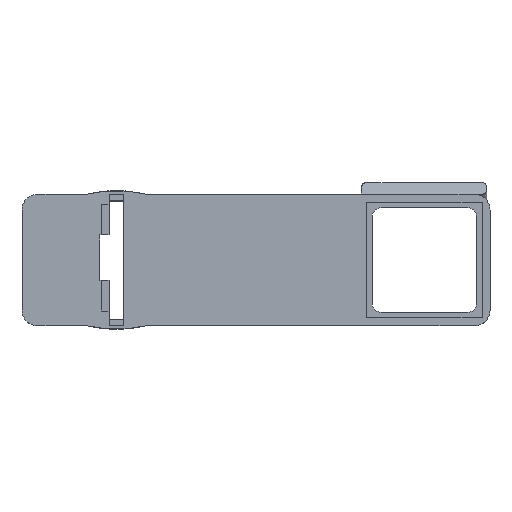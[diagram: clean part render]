
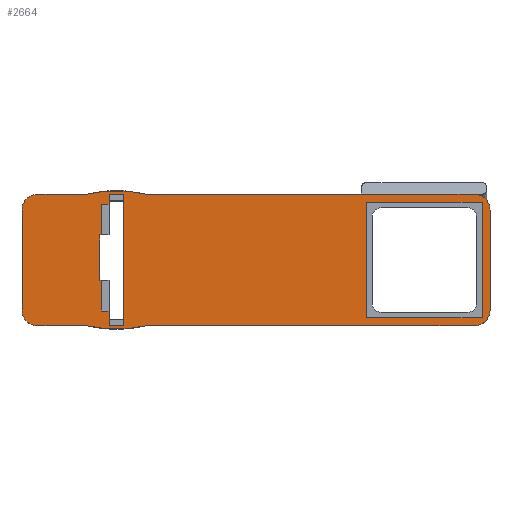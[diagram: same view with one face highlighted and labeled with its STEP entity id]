
A CAD part, top view. The second image highlights one B-rep face of the part: STEP entity #2664.
In plain terms, the highlighted planar face has unit normal (0, 0, 1).
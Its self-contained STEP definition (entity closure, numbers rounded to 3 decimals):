
#78=FACE_BOUND('',#339,.T.);
#79=FACE_BOUND('',#340,.T.);
#94=CIRCLE('',#2825,26.5);
#95=CIRCLE('',#2826,3.5);
#96=CIRCLE('',#2827,3.5);
#97=CIRCLE('',#2828,27.5);
#98=CIRCLE('',#2829,3.5);
#99=CIRCLE('',#2830,3.5);
#192=FACE_OUTER_BOUND('',#338,.T.);
#338=EDGE_LOOP('',(#1802,#1803,#1804,#1805,#1806,#1807,#1808,#1809,#1810,
#1811,#1812,#1813,#1814));
#339=EDGE_LOOP('',(#1815,#1816,#1817,#1818));
#340=EDGE_LOOP('',(#1819,#1820,#1821,#1822,#1823,#1824,#1825,#1826,#1827,
#1828,#1829,#1830));
#501=LINE('',#3859,#802);
#506=LINE('',#3868,#807);
#512=LINE('',#3881,#813);
#515=LINE('',#3887,#816);
#519=LINE('',#3893,#820);
#521=LINE('',#3898,#822);
#526=LINE('',#3911,#827);
#527=LINE('',#3915,#828);
#528=LINE('',#3919,#829);
#529=LINE('',#3923,#830);
#530=LINE('',#3927,#831);
#531=LINE('',#3931,#832);
#532=LINE('',#3932,#833);
#533=LINE('',#3935,#834);
#534=LINE('',#3937,#835);
#535=LINE('',#3939,#836);
#536=LINE('',#3940,#837);
#537=LINE('',#3942,#838);
#538=LINE('',#3943,#839);
#539=LINE('',#3945,#840);
#540=LINE('',#3947,#841);
#541=LINE('',#3948,#842);
#542=LINE('',#3949,#843);
#802=VECTOR('',#3072,10.);
#807=VECTOR('',#3079,10.);
#813=VECTOR('',#3087,10.);
#816=VECTOR('',#3092,10.);
#820=VECTOR('',#3098,10.);
#822=VECTOR('',#3102,10.);
#827=VECTOR('',#3111,10.);
#828=VECTOR('',#3114,10.);
#829=VECTOR('',#3117,10.);
#830=VECTOR('',#3120,10.);
#831=VECTOR('',#3123,10.);
#832=VECTOR('',#3126,10.);
#833=VECTOR('',#3127,10.);
#834=VECTOR('',#3128,10.);
#835=VECTOR('',#3129,10.);
#836=VECTOR('',#3130,10.);
#837=VECTOR('',#3131,10.);
#838=VECTOR('',#3132,10.);
#839=VECTOR('',#3133,10.);
#840=VECTOR('',#3134,10.);
#841=VECTOR('',#3135,10.);
#842=VECTOR('',#3136,10.);
#843=VECTOR('',#3137,10.);
#1102=VERTEX_POINT('',#3856);
#1103=VERTEX_POINT('',#3858);
#1106=VERTEX_POINT('',#3866);
#1111=VERTEX_POINT('',#3878);
#1112=VERTEX_POINT('',#3880);
#1113=VERTEX_POINT('',#3884);
#1114=VERTEX_POINT('',#3886);
#1116=VERTEX_POINT('',#3895);
#1117=VERTEX_POINT('',#3897);
#1121=VERTEX_POINT('',#3907);
#1122=VERTEX_POINT('',#3908);
#1123=VERTEX_POINT('',#3910);
#1124=VERTEX_POINT('',#3912);
#1125=VERTEX_POINT('',#3914);
#1126=VERTEX_POINT('',#3916);
#1127=VERTEX_POINT('',#3918);
#1128=VERTEX_POINT('',#3920);
#1129=VERTEX_POINT('',#3922);
#1130=VERTEX_POINT('',#3924);
#1131=VERTEX_POINT('',#3926);
#1132=VERTEX_POINT('',#3928);
#1133=VERTEX_POINT('',#3930);
#1134=VERTEX_POINT('',#3933);
#1135=VERTEX_POINT('',#3934);
#1136=VERTEX_POINT('',#3936);
#1137=VERTEX_POINT('',#3938);
#1138=VERTEX_POINT('',#3941);
#1139=VERTEX_POINT('',#3944);
#1140=VERTEX_POINT('',#3946);
#1365=EDGE_CURVE('',#1103,#1102,#501,.T.);
#1370=EDGE_CURVE('',#1102,#1106,#506,.T.);
#1376=EDGE_CURVE('',#1112,#1111,#512,.T.);
#1379=EDGE_CURVE('',#1114,#1113,#515,.T.);
#1383=EDGE_CURVE('',#1106,#1114,#519,.T.);
#1385=EDGE_CURVE('',#1117,#1116,#521,.T.);
#1390=EDGE_CURVE('',#1121,#1122,#94,.T.);
#1391=EDGE_CURVE('',#1121,#1123,#526,.T.);
#1392=EDGE_CURVE('',#1123,#1124,#95,.T.);
#1393=EDGE_CURVE('',#1124,#1125,#527,.T.);
#1394=EDGE_CURVE('',#1125,#1126,#96,.T.);
#1395=EDGE_CURVE('',#1126,#1127,#528,.T.);
#1396=EDGE_CURVE('',#1128,#1127,#97,.T.);
#1397=EDGE_CURVE('',#1128,#1129,#529,.T.);
#1398=EDGE_CURVE('',#1129,#1130,#98,.T.);
#1399=EDGE_CURVE('',#1130,#1131,#530,.T.);
#1400=EDGE_CURVE('',#1131,#1132,#99,.T.);
#1401=EDGE_CURVE('',#1132,#1133,#531,.T.);
#1402=EDGE_CURVE('',#1133,#1122,#532,.T.);
#1403=EDGE_CURVE('',#1134,#1135,#533,.T.);
#1404=EDGE_CURVE('',#1135,#1136,#534,.T.);
#1405=EDGE_CURVE('',#1136,#1137,#535,.T.);
#1406=EDGE_CURVE('',#1137,#1134,#536,.T.);
#1407=EDGE_CURVE('',#1113,#1138,#537,.T.);
#1408=EDGE_CURVE('',#1138,#1112,#538,.T.);
#1409=EDGE_CURVE('',#1111,#1139,#539,.T.);
#1410=EDGE_CURVE('',#1139,#1140,#540,.T.);
#1411=EDGE_CURVE('',#1117,#1140,#541,.T.);
#1412=EDGE_CURVE('',#1116,#1103,#542,.T.);
#1802=ORIENTED_EDGE('',*,*,#1390,.F.);
#1803=ORIENTED_EDGE('',*,*,#1391,.T.);
#1804=ORIENTED_EDGE('',*,*,#1392,.T.);
#1805=ORIENTED_EDGE('',*,*,#1393,.T.);
#1806=ORIENTED_EDGE('',*,*,#1394,.T.);
#1807=ORIENTED_EDGE('',*,*,#1395,.T.);
#1808=ORIENTED_EDGE('',*,*,#1396,.F.);
#1809=ORIENTED_EDGE('',*,*,#1397,.T.);
#1810=ORIENTED_EDGE('',*,*,#1398,.T.);
#1811=ORIENTED_EDGE('',*,*,#1399,.T.);
#1812=ORIENTED_EDGE('',*,*,#1400,.T.);
#1813=ORIENTED_EDGE('',*,*,#1401,.T.);
#1814=ORIENTED_EDGE('',*,*,#1402,.T.);
#1815=ORIENTED_EDGE('',*,*,#1403,.T.);
#1816=ORIENTED_EDGE('',*,*,#1404,.T.);
#1817=ORIENTED_EDGE('',*,*,#1405,.T.);
#1818=ORIENTED_EDGE('',*,*,#1406,.T.);
#1819=ORIENTED_EDGE('',*,*,#1370,.T.);
#1820=ORIENTED_EDGE('',*,*,#1383,.T.);
#1821=ORIENTED_EDGE('',*,*,#1379,.T.);
#1822=ORIENTED_EDGE('',*,*,#1407,.T.);
#1823=ORIENTED_EDGE('',*,*,#1408,.T.);
#1824=ORIENTED_EDGE('',*,*,#1376,.T.);
#1825=ORIENTED_EDGE('',*,*,#1409,.T.);
#1826=ORIENTED_EDGE('',*,*,#1410,.T.);
#1827=ORIENTED_EDGE('',*,*,#1411,.F.);
#1828=ORIENTED_EDGE('',*,*,#1385,.T.);
#1829=ORIENTED_EDGE('',*,*,#1412,.T.);
#1830=ORIENTED_EDGE('',*,*,#1365,.T.);
#2570=PLANE('',#2824);
#2664=ADVANCED_FACE('',(#192,#78,#79),#2570,.T.);
#2824=AXIS2_PLACEMENT_3D('',#3906,#3107,#3108);
#2825=AXIS2_PLACEMENT_3D('',#3909,#3109,#3110);
#2826=AXIS2_PLACEMENT_3D('',#3913,#3112,#3113);
#2827=AXIS2_PLACEMENT_3D('',#3917,#3115,#3116);
#2828=AXIS2_PLACEMENT_3D('',#3921,#3118,#3119);
#2829=AXIS2_PLACEMENT_3D('',#3925,#3121,#3122);
#2830=AXIS2_PLACEMENT_3D('',#3929,#3124,#3125);
#3072=DIRECTION('',(0.,1.,0.));
#3079=DIRECTION('',(-1.,0.,0.));
#3087=DIRECTION('',(0.,1.,0.));
#3092=DIRECTION('',(1.,0.,0.));
#3098=DIRECTION('',(0.,1.,0.));
#3102=DIRECTION('',(0.,1.,0.));
#3107=DIRECTION('center_axis',(0.,0.,1.));
#3108=DIRECTION('ref_axis',(-1.,0.,0.));
#3109=DIRECTION('center_axis',(0.,0.,-1.));
#3110=DIRECTION('ref_axis',(-0.239,0.971,0.));
#3111=DIRECTION('',(-1.,0.,0.));
#3112=DIRECTION('center_axis',(0.,0.,1.));
#3113=DIRECTION('ref_axis',(0.,1.,0.));
#3114=DIRECTION('',(0.,-1.,0.));
#3115=DIRECTION('center_axis',(0.,0.,1.));
#3116=DIRECTION('ref_axis',(-1.,0.,0.));
#3117=DIRECTION('',(1.,0.,0.));
#3118=DIRECTION('center_axis',(0.,0.,-1.));
#3119=DIRECTION('ref_axis',(0.231,-0.973,0.));
#3120=DIRECTION('',(1.,0.,0.));
#3121=DIRECTION('center_axis',(0.,0.,1.));
#3122=DIRECTION('ref_axis',(0.,-1.,0.));
#3123=DIRECTION('',(0.,1.,0.));
#3124=DIRECTION('center_axis',(0.,0.,1.));
#3125=DIRECTION('ref_axis',(1.,0.,0.));
#3126=DIRECTION('',(-1.,0.,0.));
#3127=DIRECTION('',(-1.,0.,0.));
#3128=DIRECTION('',(1.,0.,0.));
#3129=DIRECTION('',(0.,-1.,0.));
#3130=DIRECTION('',(-1.,0.,0.));
#3131=DIRECTION('',(0.,1.,0.));
#3132=DIRECTION('',(0.,1.,0.));
#3133=DIRECTION('',(1.,0.,0.));
#3134=DIRECTION('',(1.,0.,0.));
#3135=DIRECTION('',(0.,-1.,0.));
#3136=DIRECTION('',(1.,0.,0.));
#3137=DIRECTION('',(-1.,0.,0.));
#3856=CARTESIAN_POINT('',(15.916,8.514,6.));
#3858=CARTESIAN_POINT('',(15.916,1.77,6.));
#3859=CARTESIAN_POINT('',(15.916,19.129,6.));
#3866=CARTESIAN_POINT('',(15.655,8.514,6.));
#3868=CARTESIAN_POINT('',(33.827,8.514,6.));
#3878=CARTESIAN_POINT('',(17.655,27.5,6.));
#3880=CARTESIAN_POINT('',(17.655,25.258,6.));
#3881=CARTESIAN_POINT('',(17.655,5.75,6.));
#3884=CARTESIAN_POINT('',(15.916,18.514,6.));
#3886=CARTESIAN_POINT('',(15.655,18.514,6.));
#3887=CARTESIAN_POINT('',(32.827,18.514,6.));
#3893=CARTESIAN_POINT('',(15.655,10.757,6.));
#3895=CARTESIAN_POINT('',(17.655,1.77,6.));
#3897=CARTESIAN_POINT('',(17.655,-1.5,6.));
#3898=CARTESIAN_POINT('',(17.655,5.75,6.));
#3906=CARTESIAN_POINT('Origin',(50.,13.,6.));
#3907=CARTESIAN_POINT('',(12.922,27.5,6.));
#3908=CARTESIAN_POINT('',(25.609,27.5,6.));
#3909=CARTESIAN_POINT('Origin',(19.266,1.77,6.));
#3910=CARTESIAN_POINT('',(2.,27.5,6.));
#3911=CARTESIAN_POINT('',(2.,27.5,6.));
#3912=CARTESIAN_POINT('',(-1.5,24.,6.));
#3913=CARTESIAN_POINT('Origin',(2.,24.,6.));
#3914=CARTESIAN_POINT('',(-1.5,2.,6.));
#3915=CARTESIAN_POINT('',(-1.5,2.,6.));
#3916=CARTESIAN_POINT('',(2.,-1.5,6.));
#3917=CARTESIAN_POINT('Origin',(2.,2.,6.));
#3918=CARTESIAN_POINT('',(12.922,-1.5,6.));
#3919=CARTESIAN_POINT('',(98.,-1.5,6.));
#3920=CARTESIAN_POINT('',(25.609,-1.5,6.));
#3921=CARTESIAN_POINT('Origin',(19.266,25.258,6.));
#3922=CARTESIAN_POINT('',(98.,-1.5,6.));
#3923=CARTESIAN_POINT('',(98.,-1.5,6.));
#3924=CARTESIAN_POINT('',(101.5,2.,6.));
#3925=CARTESIAN_POINT('Origin',(98.,2.,6.));
#3926=CARTESIAN_POINT('',(101.5,24.,6.));
#3927=CARTESIAN_POINT('',(101.5,24.,6.));
#3928=CARTESIAN_POINT('',(98.,27.5,6.));
#3929=CARTESIAN_POINT('Origin',(98.,24.,6.));
#3930=CARTESIAN_POINT('',(73.2,27.5,6.));
#3931=CARTESIAN_POINT('',(2.,27.5,6.));
#3932=CARTESIAN_POINT('',(2.,27.5,6.));
#3933=CARTESIAN_POINT('',(74.356,25.694,6.));
#3934=CARTESIAN_POINT('',(99.756,25.694,6.));
#3935=CARTESIAN_POINT('',(62.178,25.694,6.));
#3936=CARTESIAN_POINT('',(99.756,0.294,6.));
#3937=CARTESIAN_POINT('',(99.756,19.347,6.));
#3938=CARTESIAN_POINT('',(74.356,0.294,6.));
#3939=CARTESIAN_POINT('',(74.878,0.294,6.));
#3940=CARTESIAN_POINT('',(74.356,6.647,6.));
#3941=CARTESIAN_POINT('',(15.916,25.258,6.));
#3942=CARTESIAN_POINT('',(15.916,19.129,6.));
#3943=CARTESIAN_POINT('',(33.827,25.258,6.));
#3944=CARTESIAN_POINT('',(20.877,27.5,6.));
#3945=CARTESIAN_POINT('',(17.655,27.5,6.));
#3946=CARTESIAN_POINT('',(20.877,-1.5,6.));
#3947=CARTESIAN_POINT('',(20.877,20.25,6.));
#3948=CARTESIAN_POINT('',(21.,-1.5,6.));
#3949=CARTESIAN_POINT('',(32.958,1.77,6.));
